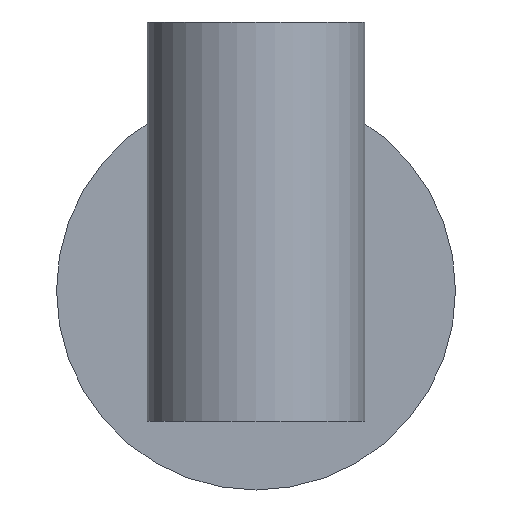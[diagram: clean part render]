
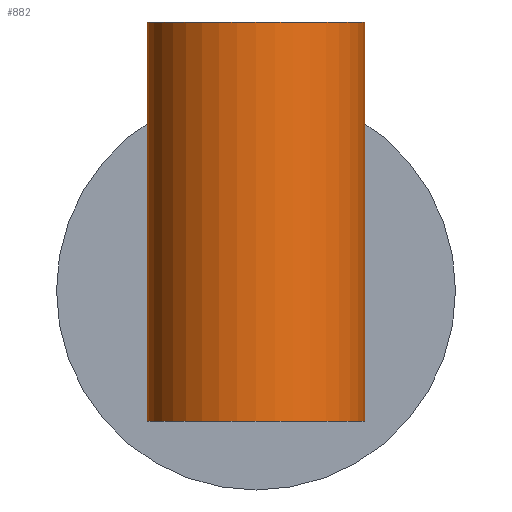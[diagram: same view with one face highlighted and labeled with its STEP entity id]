
A CAD part, left-side view. The second image highlights one B-rep face of the part: STEP entity #882.
In plain terms, the highlighted cylindrical face has radius 30 mm (diameter 60 mm), a full revolution.
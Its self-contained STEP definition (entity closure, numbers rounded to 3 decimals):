
#45=FACE_BOUND('',#150,.T.);
#90=FACE_OUTER_BOUND('',#149,.T.);
#149=EDGE_LOOP('',(#685,#686,#687,#688));
#150=EDGE_LOOP('',(#689,#690));
#215=CIRCLE('',#964,30.);
#216=CIRCLE('',#967,30.);
#274=B_SPLINE_CURVE_WITH_KNOTS('',3,(#1824,#1825,#1826,#1827,#1828,#1829,
#1830,#1831,#1832,#1833,#1834,#1835,#1836,#1837,#1838,#1839,#1840,#1841),
 .UNSPECIFIED.,.F.,.F.,(4,2,2,2,2,2,2,2,4),(0.,0.42,0.841,
1.261,1.681,2.101,2.521,2.941,
3.361),.UNSPECIFIED.);
#275=B_SPLINE_CURVE_WITH_KNOTS('',3,(#1842,#1843,#1844,#1845,#1846,#1847,
#1848,#1849,#1850,#1851,#1852,#1853,#1854,#1855,#1856,#1857,#1858,#1859),
 .UNSPECIFIED.,.F.,.F.,(4,2,2,2,2,2,2,2,4),(3.361,3.782,
4.202,4.622,5.042,5.462,5.882,
6.302,6.723),.UNSPECIFIED.);
#305=LINE('',#3177,#342);
#342=VECTOR('',#1128,30.);
#388=VERTEX_POINT('',#1821);
#389=VERTEX_POINT('',#1823);
#401=VERTEX_POINT('',#3170);
#403=VERTEX_POINT('',#3176);
#477=EDGE_CURVE('',#389,#388,#274,.T.);
#478=EDGE_CURVE('',#388,#389,#275,.T.);
#504=EDGE_CURVE('',#401,#401,#215,.T.);
#506=EDGE_CURVE('',#401,#403,#305,.T.);
#507=EDGE_CURVE('',#403,#403,#216,.T.);
#685=ORIENTED_EDGE('',*,*,#504,.F.);
#686=ORIENTED_EDGE('',*,*,#506,.T.);
#687=ORIENTED_EDGE('',*,*,#507,.T.);
#688=ORIENTED_EDGE('',*,*,#506,.F.);
#689=ORIENTED_EDGE('',*,*,#477,.T.);
#690=ORIENTED_EDGE('',*,*,#478,.T.);
#841=CYLINDRICAL_SURFACE('',#966,30.);
#882=ADVANCED_FACE('',(#90,#45),#841,.T.);
#964=AXIS2_PLACEMENT_3D('',#3171,#1121,#1122);
#966=AXIS2_PLACEMENT_3D('',#3175,#1126,#1127);
#967=AXIS2_PLACEMENT_3D('',#3178,#1129,#1130);
#1121=DIRECTION('center_axis',(0.,0.,1.));
#1122=DIRECTION('ref_axis',(1.,0.,0.));
#1126=DIRECTION('center_axis',(0.,0.,1.));
#1127=DIRECTION('ref_axis',(1.,0.,0.));
#1128=DIRECTION('',(0.,0.,-1.));
#1129=DIRECTION('center_axis',(0.,0.,1.));
#1130=DIRECTION('ref_axis',(1.,0.,0.));
#1821=CARTESIAN_POINT('',(27.895,-11.04,36.));
#1823=CARTESIAN_POINT('',(27.895,11.04,36.));
#1824=CARTESIAN_POINT('Ctrl Pts',(27.895,11.04,36.));
#1825=CARTESIAN_POINT('Ctrl Pts',(27.895,11.04,34.599));
#1826=CARTESIAN_POINT('Ctrl Pts',(28.011,10.757,33.115));
#1827=CARTESIAN_POINT('Ctrl Pts',(28.42,9.627,30.399));
#1828=CARTESIAN_POINT('Ctrl Pts',(28.704,8.78,29.167));
#1829=CARTESIAN_POINT('Ctrl Pts',(29.229,6.834,27.221));
#1830=CARTESIAN_POINT('Ctrl Pts',(29.504,5.601,26.373));
#1831=CARTESIAN_POINT('Ctrl Pts',(29.892,2.885,25.242));
#1832=CARTESIAN_POINT('Ctrl Pts',(30.,1.4,24.96));
#1833=CARTESIAN_POINT('Ctrl Pts',(30.,-1.4,24.96));
#1834=CARTESIAN_POINT('Ctrl Pts',(29.892,-2.885,25.242));
#1835=CARTESIAN_POINT('Ctrl Pts',(29.504,-5.601,26.373));
#1836=CARTESIAN_POINT('Ctrl Pts',(29.229,-6.834,27.221));
#1837=CARTESIAN_POINT('Ctrl Pts',(28.704,-8.78,29.167));
#1838=CARTESIAN_POINT('Ctrl Pts',(28.42,-9.627,30.399));
#1839=CARTESIAN_POINT('Ctrl Pts',(28.011,-10.757,33.115));
#1840=CARTESIAN_POINT('Ctrl Pts',(27.895,-11.04,34.599));
#1841=CARTESIAN_POINT('Ctrl Pts',(27.895,-11.04,36.));
#1842=CARTESIAN_POINT('Ctrl Pts',(27.895,-11.04,36.));
#1843=CARTESIAN_POINT('Ctrl Pts',(27.895,-11.04,37.401));
#1844=CARTESIAN_POINT('Ctrl Pts',(28.011,-10.757,38.885));
#1845=CARTESIAN_POINT('Ctrl Pts',(28.42,-9.627,41.601));
#1846=CARTESIAN_POINT('Ctrl Pts',(28.704,-8.78,42.833));
#1847=CARTESIAN_POINT('Ctrl Pts',(29.229,-6.834,44.779));
#1848=CARTESIAN_POINT('Ctrl Pts',(29.504,-5.601,45.627));
#1849=CARTESIAN_POINT('Ctrl Pts',(29.892,-2.885,46.758));
#1850=CARTESIAN_POINT('Ctrl Pts',(30.,-1.4,47.04));
#1851=CARTESIAN_POINT('Ctrl Pts',(30.,1.4,47.04));
#1852=CARTESIAN_POINT('Ctrl Pts',(29.892,2.885,46.758));
#1853=CARTESIAN_POINT('Ctrl Pts',(29.504,5.601,45.627));
#1854=CARTESIAN_POINT('Ctrl Pts',(29.229,6.834,44.779));
#1855=CARTESIAN_POINT('Ctrl Pts',(28.704,8.78,42.833));
#1856=CARTESIAN_POINT('Ctrl Pts',(28.42,9.627,41.601));
#1857=CARTESIAN_POINT('Ctrl Pts',(28.011,10.757,38.885));
#1858=CARTESIAN_POINT('Ctrl Pts',(27.895,11.04,37.401));
#1859=CARTESIAN_POINT('Ctrl Pts',(27.895,11.04,36.));
#3170=CARTESIAN_POINT('',(-30.,0.,110.));
#3171=CARTESIAN_POINT('Origin',(0.,0.,110.));
#3175=CARTESIAN_POINT('Origin',(0.,0.,0.));
#3176=CARTESIAN_POINT('',(-30.,0.,0.));
#3177=CARTESIAN_POINT('',(-30.,0.,0.));
#3178=CARTESIAN_POINT('Origin',(0.,0.,0.));
